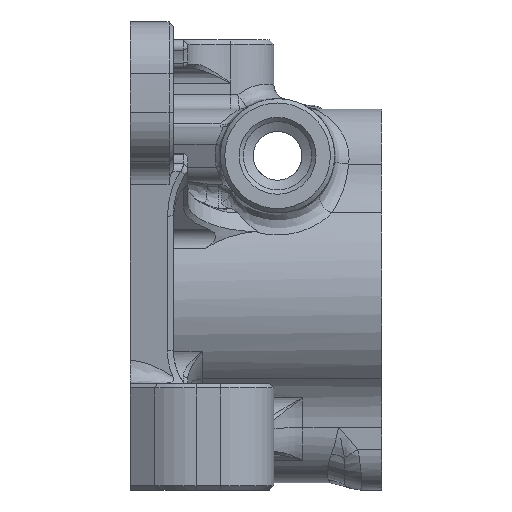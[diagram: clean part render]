
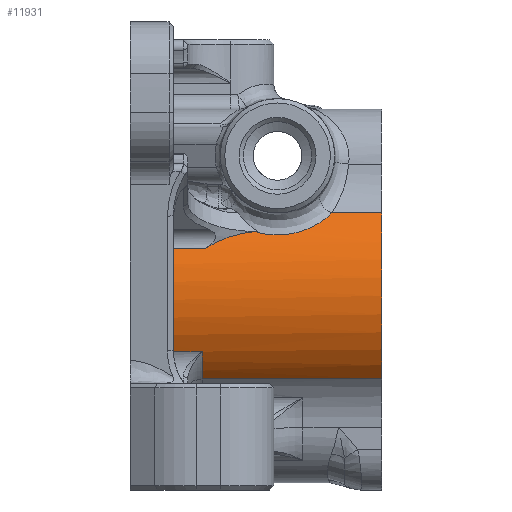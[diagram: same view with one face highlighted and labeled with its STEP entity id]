
A CAD part, left-side view. The second image highlights one B-rep face of the part: STEP entity #11931.
In plain terms, the highlighted cylindrical face has radius 8 mm (diameter 16 mm), a partial arc.
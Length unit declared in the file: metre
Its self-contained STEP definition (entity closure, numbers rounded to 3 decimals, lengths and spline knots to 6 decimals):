
#523=LINE('',#16900,#1203);
#526=LINE('',#16963,#1206);
#694=LINE('',#19297,#1374);
#894=LINE('',#20659,#1574);
#1203=VECTOR('',#13425,1.);
#1206=VECTOR('',#13438,1.);
#1374=VECTOR('',#13982,1.);
#1574=VECTOR('',#14696,1.);
#2053=CYLINDRICAL_SURFACE('',#13124,0.008);
#2265=CIRCLE('',#12343,0.008);
#2455=CIRCLE('',#12697,0.008);
#2548=CIRCLE('',#12984,0.008);
#5651=ORIENTED_EDGE('',*,*,#7826,.T.);
#5652=ORIENTED_EDGE('',*,*,#7827,.T.);
#5653=ORIENTED_EDGE('',*,*,#6381,.T.);
#5654=ORIENTED_EDGE('',*,*,#7715,.T.);
#5655=ORIENTED_EDGE('',*,*,#7199,.T.);
#5656=ORIENTED_EDGE('',*,*,#7351,.T.);
#5657=ORIENTED_EDGE('',*,*,#6780,.F.);
#5658=ORIENTED_EDGE('',*,*,#6793,.F.);
#5659=ORIENTED_EDGE('',*,*,#6392,.T.);
#6381=EDGE_CURVE('',#8156,#8157,#523,.T.);
#6392=EDGE_CURVE('',#8166,#8165,#526,.T.);
#6780=EDGE_CURVE('',#8524,#8525,#694,.T.);
#6793=EDGE_CURVE('',#8166,#8524,#2265,.T.);
#7199=EDGE_CURVE('',#8846,#8847,#894,.T.);
#7351=EDGE_CURVE('',#8847,#8525,#2455,.T.);
#7715=EDGE_CURVE('',#8157,#8846,#2548,.T.);
#7826=EDGE_CURVE('',#8165,#9001,#9459,.T.);
#7827=EDGE_CURVE('',#9001,#8156,#9460,.T.);
#8156=VERTEX_POINT('',#16901);
#8157=VERTEX_POINT('',#16902);
#8165=VERTEX_POINT('',#16962);
#8166=VERTEX_POINT('',#16964);
#8524=VERTEX_POINT('',#19296);
#8525=VERTEX_POINT('',#19298);
#8846=VERTEX_POINT('',#20660);
#8847=VERTEX_POINT('',#20661);
#9001=VERTEX_POINT('',#30644);
#9459=B_SPLINE_CURVE_WITH_KNOTS('',3,(#30639,#30640,#30641,#30642,#30643),
 .UNSPECIFIED.,.F.,.F.,(4,1,4),(0.,0.002997,
0.005995),.UNSPECIFIED.);
#9460=B_SPLINE_CURVE_WITH_KNOTS('',3,(#30645,#30646,#30647,#30648),
 .UNSPECIFIED.,.F.,.F.,(4,4),(0.,1.),.UNSPECIFIED.);
#10241=EDGE_LOOP('',(#5651,#5652,#5653,#5654,#5655,#5656,#5657,#5658,#5659));
#11062=FACE_BOUND('',#10241,.T.);
#11931=ADVANCED_FACE('',(#11062),#2053,.T.);
#12343=AXIS2_PLACEMENT_3D('',#19335,#14008,#14009);
#12697=AXIS2_PLACEMENT_3D('',#22768,#14941,#14942);
#12984=AXIS2_PLACEMENT_3D('',#28702,#15707,#15708);
#13124=AXIS2_PLACEMENT_3D('',#30638,#15999,#16000);
#13425=DIRECTION('',(0.,1.,0.));
#13438=DIRECTION('',(0.,1.,0.));
#13982=DIRECTION('',(0.,1.,0.));
#14008=DIRECTION('',(0.,-1.,0.));
#14009=DIRECTION('',(1.,0.,0.));
#14696=DIRECTION('',(0.,-1.,0.));
#14941=DIRECTION('',(0.,-1.,0.));
#14942=DIRECTION('',(1.,0.,0.));
#15707=DIRECTION('',(0.,-1.,0.));
#15708=DIRECTION('',(1.,0.,0.));
#15999=DIRECTION('',(0.,1.,0.));
#16000=DIRECTION('',(-1.,0.,0.));
#16900=CARTESIAN_POINT('',(-0.011579,-0.0115,0.016818));
#16901=CARTESIAN_POINT('',(-0.011579,0.00076,0.016818));
#16902=CARTESIAN_POINT('',(-0.011579,0.0057,0.016818));
#16962=CARTESIAN_POINT('',(-0.009833,-0.008017,0.019278));
#16963=CARTESIAN_POINT('',(-0.009833,-0.0115,0.019278));
#16964=CARTESIAN_POINT('',(-0.009833,-0.0115,0.019278));
#19296=CARTESIAN_POINT('',(-0.009833,-0.0115,0.007722));
#19297=CARTESIAN_POINT('',(-0.009833,-0.0115,0.007722));
#19298=CARTESIAN_POINT('',(-0.009833,0.001,0.007722));
#19335=CARTESIAN_POINT('',(-0.0043,-0.0115,0.0135));
#20659=CARTESIAN_POINT('',(-0.0113,-0.0115,0.009626));
#20660=CARTESIAN_POINT('',(-0.0113,0.0057,0.009626));
#20661=CARTESIAN_POINT('',(-0.0113,0.001,0.009626));
#22768=CARTESIAN_POINT('',(-0.0043,0.001,0.0135));
#28702=CARTESIAN_POINT('',(-0.0043,0.0057,0.0135));
#30638=CARTESIAN_POINT('',(-0.0043,-0.0115,0.0135));
#30639=CARTESIAN_POINT('',(-0.009833,-0.008017,0.019278));
#30640=CARTESIAN_POINT('',(-0.010441,-0.007452,0.018696));
#30641=CARTESIAN_POINT('',(-0.011149,-0.005759,0.017654));
#30642=CARTESIAN_POINT('',(-0.011124,-0.003637,0.017689));
#30643=CARTESIAN_POINT('',(-0.010936,-0.00269,0.017968));
#30644=CARTESIAN_POINT('',(-0.010938,-0.00269,0.017974));
#30645=CARTESIAN_POINT('',(-0.010936,-0.00269,0.017968));
#30646=CARTESIAN_POINT('',(-0.010974,-0.001614,0.017911));
#30647=CARTESIAN_POINT('',(-0.011243,-0.000464,0.017556));
#30648=CARTESIAN_POINT('',(-0.011579,0.00076,0.016818));
